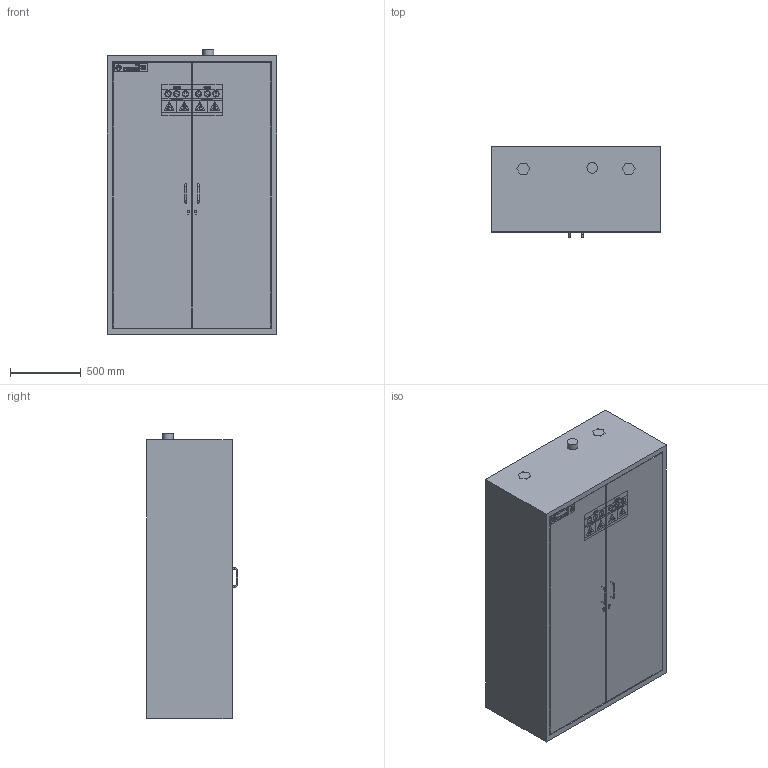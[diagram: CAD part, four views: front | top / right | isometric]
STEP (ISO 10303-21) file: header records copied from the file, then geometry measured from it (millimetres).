
FILE_DESCRIPTION(/* description */ (''),/* implementation_level */ '2;1');
FILE_NAME(/* name */ 'SL.196.120.MV_30606-001-30608_CD.stp',/* time_stamp */ '2017-05-03T10:14:33+02:00',/* author */ ('pproduktmanagement'),/* organization */ (''),/* preprocessor_version */ 'ST-DEVELOPER v16.5',/* originating_system */ 'Autodesk Inventor 2017',/* authorisation */ '');
FILE_SCHEMA (('AUTOMOTIVE_DESIGN { 1 0 10303 214 3 1 1 }'));
Products named in the file (2): SL.196.120.MV_30606-001-30608; SL.196.120.MV_30606-001-30608_CD
Assembly tree (1 placements, depth 2):
  SL.196.120.MV_30606-001-30608
    SL.196.120.MV_30606-001-30608_CD
Bounding box: 1197.76 x 642.77 x 2010.63 mm (x, y, z)
Volume: 445560465.6 mm3; surface area: 34901826.7 mm2
Topology: 32 solids, 35 shells, 1816 faces, 4492 edges, 2938 vertices
Faces by surface type: plane 1467, bspline 255, cylinder 90, torus 4
Full cylindrical faces by diameter (mm): 5 x4, 10 x6, 11.65 x2, 33.8 x1, 37.8 x1, 40 x2, 45 x6, 75 x1
Entity records: 56614 total; most frequent: CARTESIAN_POINT 13311, ORIENTED_EDGE 8946, DIRECTION 7269, EDGE_CURVE 4469, LINE 3777, VECTOR 3777, VERTEX_POINT 2938, EDGE_LOOP 2041
